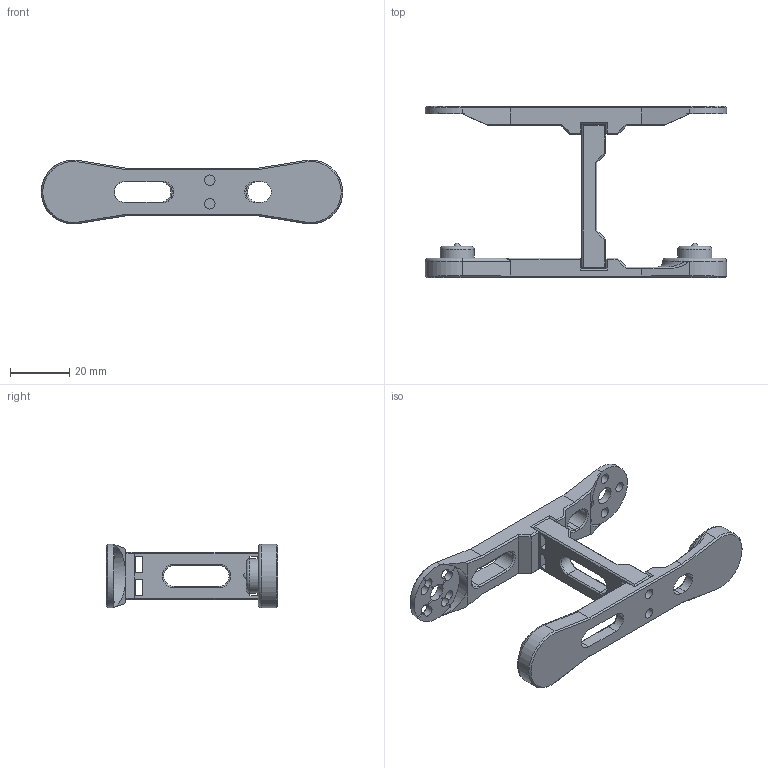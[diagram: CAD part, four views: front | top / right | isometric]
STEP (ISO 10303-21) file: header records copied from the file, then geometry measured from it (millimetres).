
FILE_DESCRIPTION(/* description */ (''),/* implementation_level */ '2;1');
FILE_NAME(/* name */ 'FemurAssembly.step',/* time_stamp */ '2023-01-01T02:12:20-06:00',/* author */ (''),/* organization */ (''),/* preprocessor_version */ 'ST-DEVELOPER v19.2',/* originating_system */ 'Autodesk Translation Framework v11.17.0.187',/* authorisation */ '');
FILE_SCHEMA (('AUTOMOTIVE_DESIGN { 1 0 10303 214 3 1 1 }'));
Length unit declared in the file: millimetre
Products named in the file (4): FemurAssembly; FemurSide1; LegRib; FemurSide2
Assembly tree (3 placements, depth 2):
  FemurAssembly
    FemurSide1
    LegRib
    FemurSide2
Bounding box: 101.5 x 57.6 x 21.5 mm (x, y, z)
Volume: 19933.2 mm3; surface area: 13266.6 mm2
Topology: 3 solids, 3 shells, 274 faces, 707 edges, 438 vertices
Faces by surface type: plane 176, cylinder 66, torus 19, bspline 7, cone 4, sphere 2
Full cylindrical faces by diameter (mm): 0.6 x2, 3.5 x16, 6 x2, 11.5 x2
Entity records: 8884 total; most frequent: CARTESIAN_POINT 2002, ORIENTED_EDGE 1408, DIRECTION 1385, EDGE_CURVE 704, LINE 475, VECTOR 475, AXIS2_PLACEMENT_3D 455, VERTEX_POINT 438
